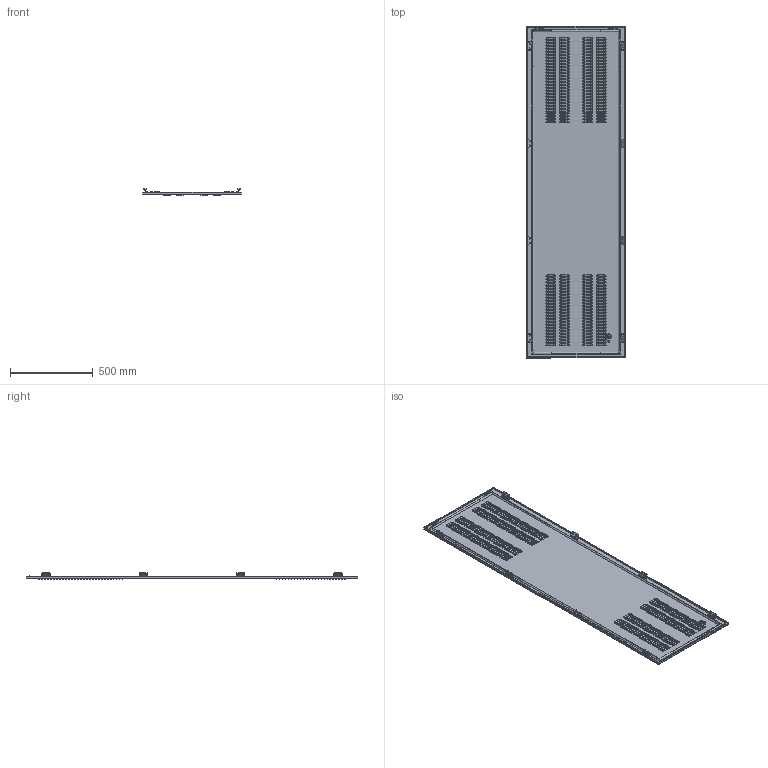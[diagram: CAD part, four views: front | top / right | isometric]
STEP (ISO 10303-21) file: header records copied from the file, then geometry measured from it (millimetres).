
FILE_DESCRIPTION (( 'STEP AP203' ), '1' );
FILE_NAME ('FO-00-PBV-200-060 FORMAT Ïàíåëü çàäíÿÿ 2000õ600 IP54 IEK.STEP', '2025-01-21T06:57:39', ( '' ), ( '' ), 'SwSTEP 2.0', 'SolidWorks 2022', '' );
FILE_SCHEMA (( 'CONFIG_CONTROL_DESIGN' ));
Products named in the file (1): FO-00-PBV-200-060 FORMAT Панель задняя 2000х600 IP54 IEK
Bounding box: 595 x 2000 x 37.02 mm (x, y, z)
Volume: 2251055.9 mm3; surface area: 2732020.2 mm2
Topology: 9 solids, 9 shells, 4817 faces, 12796 edges, 8062 vertices
Faces by surface type: torus 1704, cylinder 1484, plane 1438, cone 180, bspline 11
Entity records: 153952 total; most frequent: DIRECTION 30205, CARTESIAN_POINT 26557, ORIENTED_EDGE 25594, EDGE_CURVE 12797, AXIS2_PLACEMENT_3D 12673, VERTEX_POINT 8063, CIRCLE 7866, EDGE_LOOP 5354
